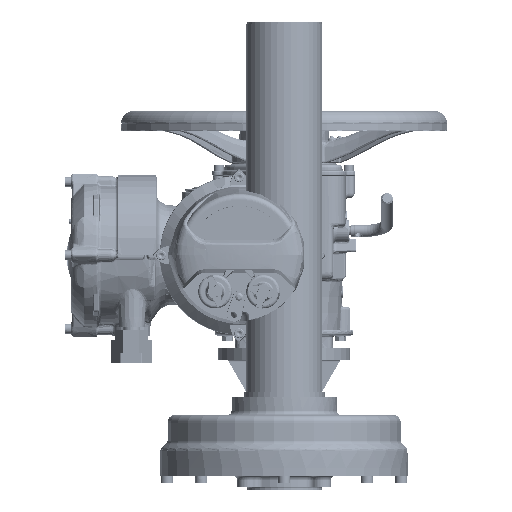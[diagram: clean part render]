
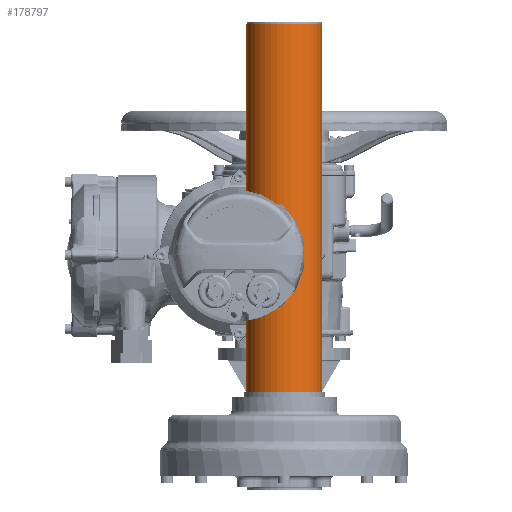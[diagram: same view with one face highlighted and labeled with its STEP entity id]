
A CAD part, front view. The second image highlights one B-rep face of the part: STEP entity #178797.
In plain terms, the highlighted cylindrical face has radius 50.8 mm (diameter 101.6 mm), a full revolution.
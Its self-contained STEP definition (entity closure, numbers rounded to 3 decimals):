
#4853=CYLINDRICAL_SURFACE('',#190198,50.8);
#11750=CIRCLE('',#190199,50.8);
#11751=CIRCLE('',#190200,50.8);
#55130=ORIENTED_EDGE('',*,*,#74358,.F.);
#55131=ORIENTED_EDGE('',*,*,#74359,.T.);
#74358=EDGE_CURVE('',#86214,#86214,#11750,.F.);
#74359=EDGE_CURVE('',#86215,#86215,#11751,.T.);
#86214=VERTEX_POINT('',#355516);
#86215=VERTEX_POINT('',#355518);
#105130=EDGE_LOOP('',(#55130));
#105131=EDGE_LOOP('',(#55131));
#114032=FACE_BOUND('',#105130,.T.);
#114033=FACE_BOUND('',#105131,.T.);
#178797=ADVANCED_FACE('',(#114032,#114033),#4853,.T.);
#190198=AXIS2_PLACEMENT_3D('',#355514,#217482,#217483);
#190199=AXIS2_PLACEMENT_3D('',#355515,#217484,#217485);
#190200=AXIS2_PLACEMENT_3D('',#355517,#217486,#217487);
#217482=DIRECTION('',(0.,0.,-1.));
#217483=DIRECTION('',(-1.,0.,0.));
#217484=DIRECTION('',(0.,0.,1.));
#217485=DIRECTION('',(1.,0.,0.));
#217486=DIRECTION('',(0.,0.,-1.));
#217487=DIRECTION('',(1.,0.,0.));
#355514=CARTESIAN_POINT('',(0.,0.,615.));
#355515=CARTESIAN_POINT('',(0.,0.,118.25));
#355516=CARTESIAN_POINT('',(50.8,0.,118.25));
#355517=CARTESIAN_POINT('',(0.,0.,615.));
#355518=CARTESIAN_POINT('',(50.8,0.,615.));
